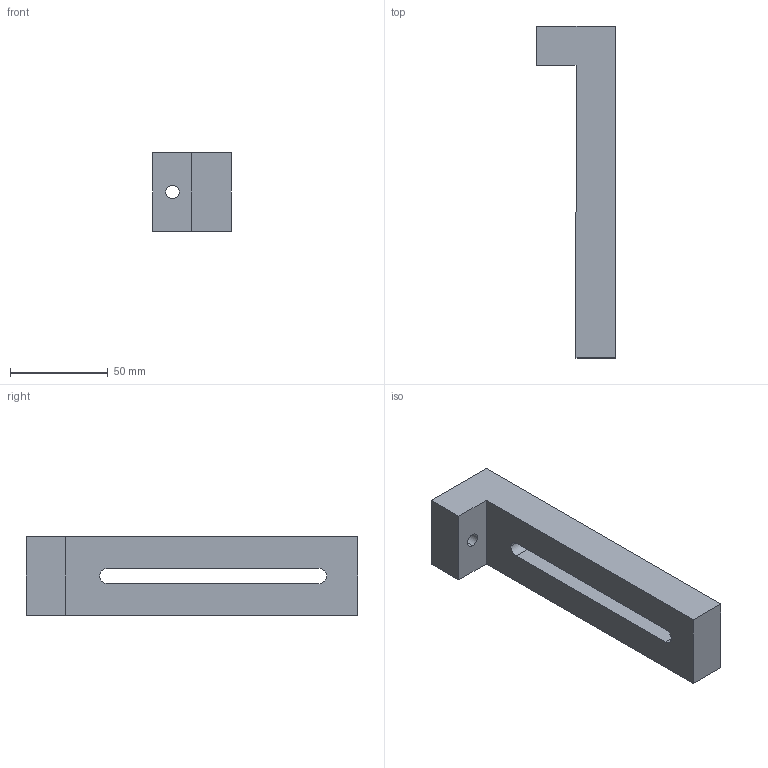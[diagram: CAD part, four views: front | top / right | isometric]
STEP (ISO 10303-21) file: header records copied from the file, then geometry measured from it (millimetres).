
FILE_DESCRIPTION (( 'STEP AP214' ), '1' );
FILE_NAME ('plaque pour crochet.STEP', '2020-04-22T11:57:38', ( '' ), ( '' ), 'SwSTEP 2.0', 'SolidWorks 2019', '' );
FILE_SCHEMA (( 'AUTOMOTIVE_DESIGN' ));
Length unit declared in the file: millimetre
Products named in the file (1): plaque pour crochet
Bounding box: 40 x 170 x 40 mm (x, y, z)
Volume: 132155.9 mm3; surface area: 27913 mm2
Topology: 1 solids, 1 shells, 18 faces, 45 edges, 30 vertices
Faces by surface type: plane 11, cylinder 7
Entity records: 585 total; most frequent: DIRECTION 97, CARTESIAN_POINT 94, ORIENTED_EDGE 90, EDGE_CURVE 45, AXIS2_PLACEMENT_3D 33, VECTOR 31, LINE 31, VERTEX_POINT 30
